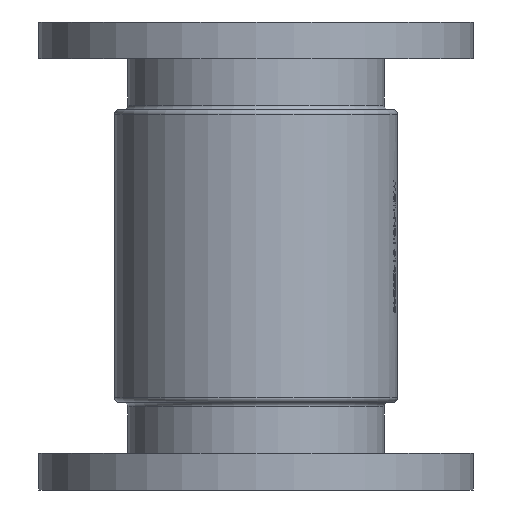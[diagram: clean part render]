
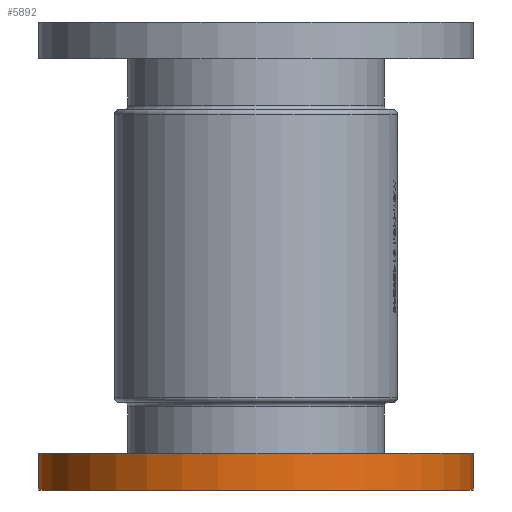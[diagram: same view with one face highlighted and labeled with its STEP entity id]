
A CAD part, front view. The second image highlights one B-rep face of the part: STEP entity #5892.
In plain terms, the highlighted cylindrical face has radius 142.5 mm (diameter 285 mm), a partial arc.
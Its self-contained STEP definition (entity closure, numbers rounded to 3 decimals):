
#338 = DIRECTION ( 'NONE',  ( 0., 0., -1. ) ) ;
#894 = ORIENTED_EDGE ( 'NONE', *, *, #29797, .T. ) ;
#1994 = CARTESIAN_POINT ( 'NONE',  ( -142.5, 0., -307. ) ) ;
#2463 = VERTEX_POINT ( 'NONE', #13894 ) ;
#2480 = EDGE_LOOP ( 'NONE', ( #17142, #20258, #894, #10293 ) ) ;
#4667 = CARTESIAN_POINT ( 'NONE',  ( 142.5, 0., -307. ) ) ;
#5801 = VERTEX_POINT ( 'NONE', #8922 ) ;
#5892 = ADVANCED_FACE ( 'NONE', ( #18855 ), #20424, .T. ) ;
#7120 = AXIS2_PLACEMENT_3D ( 'NONE', #24730, #8531, #15808 ) ;
#8114 = CIRCLE ( 'NONE', #7120, 142.5 ) ;
#8531 = DIRECTION ( 'NONE',  ( 0., 0., 1. ) ) ;
#8922 = CARTESIAN_POINT ( 'NONE',  ( -142.5, 0., -283. ) ) ;
#10293 = ORIENTED_EDGE ( 'NONE', *, *, #17272, .F. ) ;
#11203 = DIRECTION ( 'NONE',  ( 0., 0., -1. ) ) ;
#11817 = LINE ( 'NONE', #21068, #29742 ) ;
#12715 = CARTESIAN_POINT ( 'NONE',  ( -142.5, 0., -307. ) ) ;
#13220 = DIRECTION ( 'NONE',  ( 0., 0., 1. ) ) ;
#13894 = CARTESIAN_POINT ( 'NONE',  ( 142.5, 0., -283. ) ) ;
#15200 = EDGE_CURVE ( 'NONE', #5801, #17319, #16071, .T. ) ;
#15545 = VERTEX_POINT ( 'NONE', #4667 ) ;
#15808 = DIRECTION ( 'NONE',  ( 1., 0., 0. ) ) ;
#16071 = LINE ( 'NONE', #1994, #26781 ) ;
#17142 = ORIENTED_EDGE ( 'NONE', *, *, #28331, .F. ) ;
#17272 = EDGE_CURVE ( 'NONE', #2463, #15545, #11817, .T. ) ;
#17319 = VERTEX_POINT ( 'NONE', #12715 ) ;
#18855 = FACE_OUTER_BOUND ( 'NONE', #2480, .T. ) ;
#19868 = CARTESIAN_POINT ( 'NONE',  ( 0., 0., -307. ) ) ;
#20023 = DIRECTION ( 'NONE',  ( 1., 0., 0. ) ) ;
#20258 = ORIENTED_EDGE ( 'NONE', *, *, #15200, .T. ) ;
#20424 = CYLINDRICAL_SURFACE ( 'NONE', #24798, 142.5 ) ;
#21068 = CARTESIAN_POINT ( 'NONE',  ( 142.5, 0., -307. ) ) ;
#22159 = CIRCLE ( 'NONE', #24077, 142.5 ) ;
#22396 = DIRECTION ( 'NONE',  ( 0., 0., -1. ) ) ;
#24077 = AXIS2_PLACEMENT_3D ( 'NONE', #19868, #13220, #20023 ) ;
#24730 = CARTESIAN_POINT ( 'NONE',  ( 0., 0., -283. ) ) ;
#24798 = AXIS2_PLACEMENT_3D ( 'NONE', #27538, #22396, #28083 ) ;
#26781 = VECTOR ( 'NONE', #11203, 1000. ) ;
#27538 = CARTESIAN_POINT ( 'NONE',  ( 0., 0., -307. ) ) ;
#28083 = DIRECTION ( 'NONE',  ( 1., 0., 0. ) ) ;
#28331 = EDGE_CURVE ( 'NONE', #5801, #2463, #8114, .T. ) ;
#29742 = VECTOR ( 'NONE', #338, 1000. ) ;
#29797 = EDGE_CURVE ( 'NONE', #17319, #15545, #22159, .T. ) ;
